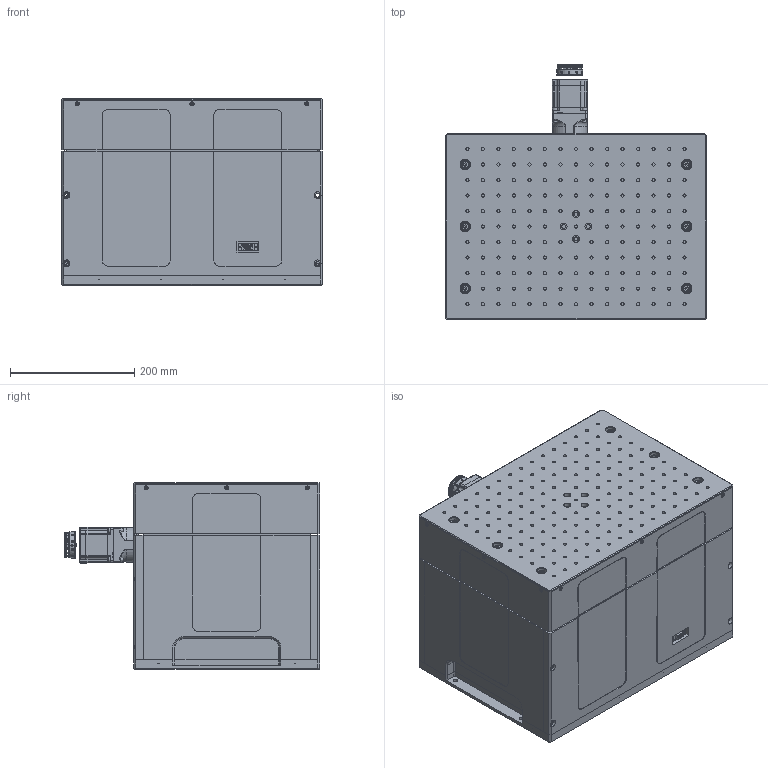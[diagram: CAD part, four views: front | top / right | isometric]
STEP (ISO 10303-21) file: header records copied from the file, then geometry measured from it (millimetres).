
FILE_DESCRIPTION (( 'STEP AP214' ), '1' );
FILE_NAME ('µç¶¯ÖØÔØÉý½µÌ¨SSJF300H150D.STEP', '2021-07-13T00:58:48', ( '' ), ( '' ), 'SwSTEP 2.0', 'SolidWorks 2018', '' );
FILE_SCHEMA (( 'AUTOMOTIVE_DESIGN' ));
Length unit declared in the file: millimetre
Products named in the file (1): 萇雄笭婥汔蔥怢SSJF300H150D
Bounding box: 420 x 412 x 300 mm (x, y, z)
Surface area: 859118.4 mm2 (no closed solid volume)
Topology: 0 solids, 132 shells, 1331 faces, 5495 edges, 4107 vertices
Faces by surface type: plane 622, cylinder 452, bspline 101, cone 93, torus 63
Full cylindrical faces by diameter (mm): 1.6 x9, 3 x2, 3.3 x1, 5 x159, 5.2 x11, 6.5 x4, 6.6 x2, 8.5 x4, 11 x24, 15 x18, 42 x1
Entity records: 76713 total; most frequent: CARTESIAN_POINT 19708, DIRECTION 8348, ORIENTED_EDGE 7292, EDGE_CURVE 5143, VERTEX_POINT 4073, LINE 2854, VECTOR 2854, AXIS2_PLACEMENT_3D 2747
